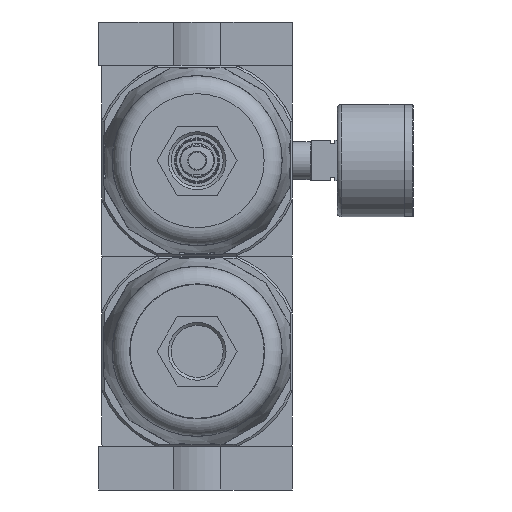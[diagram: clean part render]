
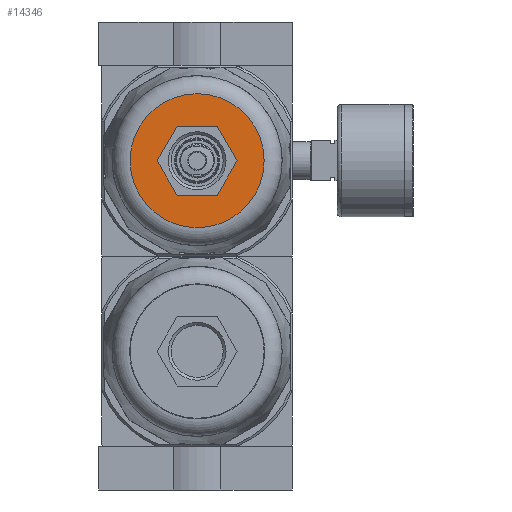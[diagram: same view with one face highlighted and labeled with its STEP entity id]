
A CAD part, front view. The second image highlights one B-rep face of the part: STEP entity #14346.
In plain terms, the highlighted planar face has unit normal (0, -1, 0).
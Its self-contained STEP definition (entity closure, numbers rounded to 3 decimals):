
#1250=CIRCLE('',#20332,23.2);
#3014=ORIENTED_EDGE('',*,*,#6582,.T.);
#3015=ORIENTED_EDGE('',*,*,#6583,.T.);
#3016=ORIENTED_EDGE('',*,*,#6584,.T.);
#3017=ORIENTED_EDGE('',*,*,#6585,.T.);
#3018=ORIENTED_EDGE('',*,*,#6586,.T.);
#3019=ORIENTED_EDGE('',*,*,#6587,.T.);
#3020=ORIENTED_EDGE('',*,*,#6588,.T.);
#6582=EDGE_CURVE('',#8448,#8448,#1250,.T.);
#6583=EDGE_CURVE('',#8449,#8450,#9712,.T.);
#6584=EDGE_CURVE('',#8450,#8451,#9713,.T.);
#6585=EDGE_CURVE('',#8451,#8452,#9714,.T.);
#6586=EDGE_CURVE('',#8452,#8453,#9715,.T.);
#6587=EDGE_CURVE('',#8453,#8454,#9716,.T.);
#6588=EDGE_CURVE('',#8454,#8449,#9717,.T.);
#8448=VERTEX_POINT('',#27584);
#8449=VERTEX_POINT('',#27586);
#8450=VERTEX_POINT('',#27587);
#8451=VERTEX_POINT('',#27589);
#8452=VERTEX_POINT('',#27591);
#8453=VERTEX_POINT('',#27593);
#8454=VERTEX_POINT('',#27595);
#9712=LINE('',#27585,#10661);
#9713=LINE('',#27588,#10662);
#9714=LINE('',#27590,#10663);
#9715=LINE('',#27592,#10664);
#9716=LINE('',#27594,#10665);
#9717=LINE('',#27596,#10666);
#10661=VECTOR('',#22910,1000.);
#10662=VECTOR('',#22911,1000.);
#10663=VECTOR('',#22912,1000.);
#10664=VECTOR('',#22913,1000.);
#10665=VECTOR('',#22914,1000.);
#10666=VECTOR('',#22915,1000.);
#11664=EDGE_LOOP('',(#3014));
#11665=EDGE_LOOP('',(#3015,#3016,#3017,#3018,#3019,#3020));
#12854=FACE_BOUND('',#11664,.T.);
#12855=FACE_BOUND('',#11665,.T.);
#13770=PLANE('',#20331);
#14346=ADVANCED_FACE('',(#12854,#12855),#13770,.F.);
#20331=AXIS2_PLACEMENT_3D('',#27582,#22906,#22907);
#20332=AXIS2_PLACEMENT_3D('',#27583,#22908,#22909);
#22906=DIRECTION('',(0.,1.,0.));
#22907=DIRECTION('',(0.,0.,1.));
#22908=DIRECTION('',(0.,-1.,0.));
#22909=DIRECTION('',(0.,0.,-1.));
#22910=DIRECTION('',(0.,0.,1.));
#22911=DIRECTION('',(0.866,0.,0.5));
#22912=DIRECTION('',(0.866,0.,-0.5));
#22913=DIRECTION('',(0.,0.,-1.));
#22914=DIRECTION('',(-0.866,0.,-0.5));
#22915=DIRECTION('',(-0.866,0.,0.5));
#27582=CARTESIAN_POINT('',(23.2,-165.,0.));
#27583=CARTESIAN_POINT('',(0.,-165.,0.));
#27584=CARTESIAN_POINT('',(0.,-165.,-23.2));
#27585=CARTESIAN_POINT('',(-12.,-165.,-6.928));
#27586=CARTESIAN_POINT('',(-12.,-165.,-6.928));
#27587=CARTESIAN_POINT('',(-12.,-165.,6.928));
#27588=CARTESIAN_POINT('',(-12.,-165.,6.928));
#27589=CARTESIAN_POINT('',(0.,-165.,13.856));
#27590=CARTESIAN_POINT('',(0.,-165.,13.856));
#27591=CARTESIAN_POINT('',(12.,-165.,6.928));
#27592=CARTESIAN_POINT('',(12.,-165.,6.928));
#27593=CARTESIAN_POINT('',(12.,-165.,-6.928));
#27594=CARTESIAN_POINT('',(12.,-165.,-6.928));
#27595=CARTESIAN_POINT('',(0.,-165.,-13.856));
#27596=CARTESIAN_POINT('',(0.,-165.,-13.856));
